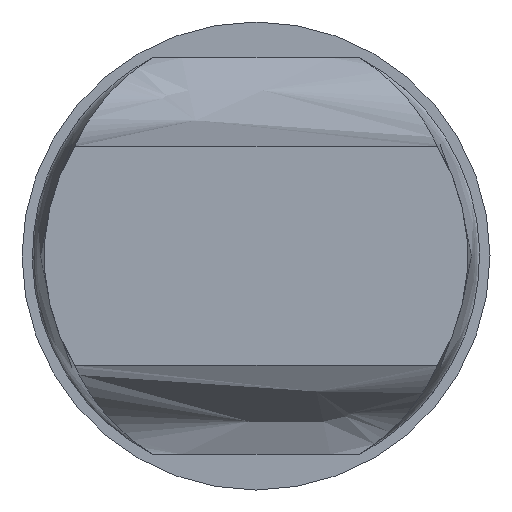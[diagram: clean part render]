
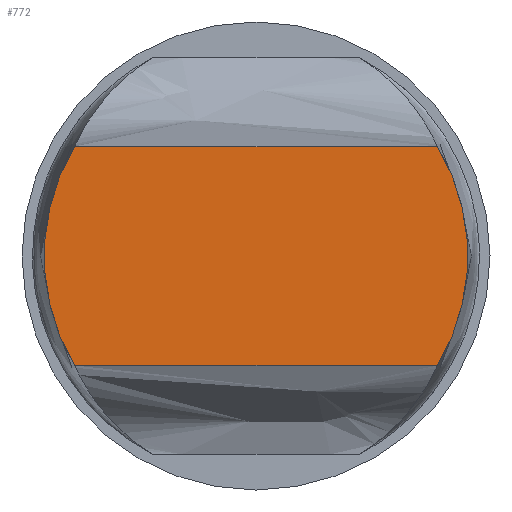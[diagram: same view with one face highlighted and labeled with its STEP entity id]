
A CAD part, left-side view. The second image highlights one B-rep face of the part: STEP entity #772.
In plain terms, the highlighted planar face has unit normal (-1, 0, 0).
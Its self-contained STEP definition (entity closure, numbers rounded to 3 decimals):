
#17 = CARTESIAN_POINT ( 'NONE',  ( 0., 3.06, 5.798 ) ) ;
#37 = ORIENTED_EDGE ( 'NONE', *, *, #488, .T. ) ;
#42 = ORIENTED_EDGE ( 'NONE', *, *, #72, .T. ) ;
#72 = EDGE_CURVE ( 'NONE', #796, #273, #830, .T. ) ;
#81 = DIRECTION ( 'NONE',  ( -1., 0., 0. ) ) ;
#170 = DIRECTION ( 'NONE',  ( 0., 0., -1. ) ) ;
#208 = AXIS2_PLACEMENT_3D ( 'NONE', #661, #824, #170 ) ;
#244 = CARTESIAN_POINT ( 'NONE',  ( 0., 3.06, 2.102 ) ) ;
#252 = AXIS2_PLACEMENT_3D ( 'NONE', #601, #272, #767 ) ;
#270 = EDGE_CURVE ( 'NONE', #401, #768, #1082, .T. ) ;
#272 = DIRECTION ( 'NONE',  ( -1., 0., 0. ) ) ;
#273 = VERTEX_POINT ( 'NONE', #425 ) ;
#316 = VECTOR ( 'NONE', #443, 1000. ) ;
#401 = VERTEX_POINT ( 'NONE', #702 ) ;
#410 = CARTESIAN_POINT ( 'NONE',  ( 0., -3.06, 2.102 ) ) ;
#424 = VECTOR ( 'NONE', #640, 1000. ) ;
#425 = CARTESIAN_POINT ( 'NONE',  ( 0., -3.06, 5.798 ) ) ;
#443 = DIRECTION ( 'NONE',  ( 0., 1., 0. ) ) ;
#488 = EDGE_CURVE ( 'NONE', #768, #796, #920, .T. ) ;
#497 = DIRECTION ( 'NONE',  ( 0., 0., 1. ) ) ;
#582 = EDGE_CURVE ( 'NONE', #273, #401, #775, .T. ) ;
#583 = AXIS2_PLACEMENT_3D ( 'NONE', #590, #81, #497 ) ;
#590 = CARTESIAN_POINT ( 'NONE',  ( 0., 0., 3.95 ) ) ;
#601 = CARTESIAN_POINT ( 'NONE',  ( 0., 0., 3.95 ) ) ;
#640 = DIRECTION ( 'NONE',  ( 0., -1., 0. ) ) ;
#661 = CARTESIAN_POINT ( 'NONE',  ( 0., 0., 0. ) ) ;
#702 = CARTESIAN_POINT ( 'NONE',  ( 0., 3.06, 5.798 ) ) ;
#753 = PLANE ( 'NONE',  #208 ) ;
#767 = DIRECTION ( 'NONE',  ( 0., 0., 1. ) ) ;
#768 = VERTEX_POINT ( 'NONE', #931 ) ;
#772 = ADVANCED_FACE ( 'NONE', ( #1017 ), #753, .F. ) ;
#775 = LINE ( 'NONE', #17, #316 ) ;
#796 = VERTEX_POINT ( 'NONE', #410 ) ;
#802 = ORIENTED_EDGE ( 'NONE', *, *, #582, .T. ) ;
#824 = DIRECTION ( 'NONE',  ( 1., 0., 0. ) ) ;
#830 = CIRCLE ( 'NONE', #252, 3.575 ) ;
#920 = LINE ( 'NONE', #244, #424 ) ;
#931 = CARTESIAN_POINT ( 'NONE',  ( 0., 3.06, 2.102 ) ) ;
#982 = EDGE_LOOP ( 'NONE', ( #1053, #37, #42, #802 ) ) ;
#1017 = FACE_OUTER_BOUND ( 'NONE', #982, .T. ) ;
#1053 = ORIENTED_EDGE ( 'NONE', *, *, #270, .T. ) ;
#1082 = CIRCLE ( 'NONE', #583, 3.575 ) ;
